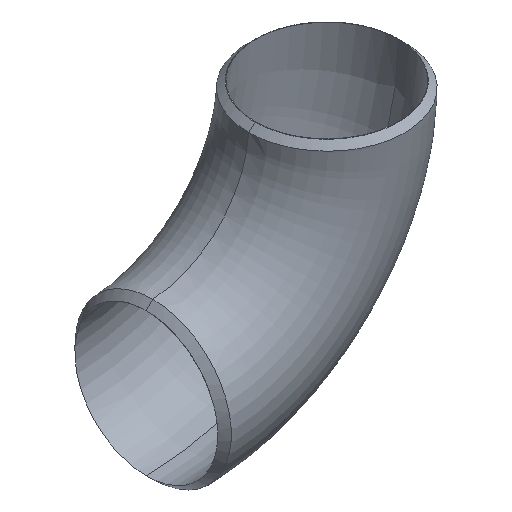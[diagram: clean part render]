
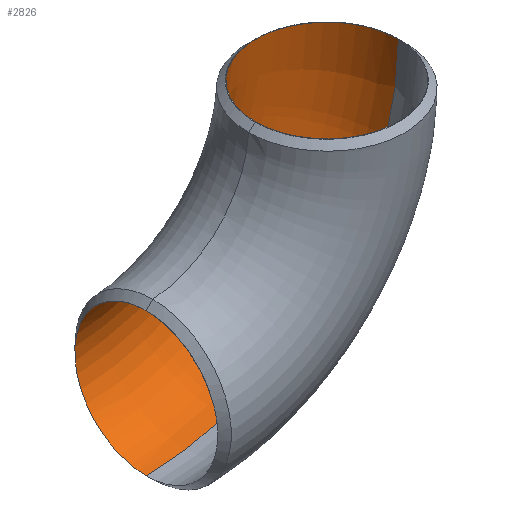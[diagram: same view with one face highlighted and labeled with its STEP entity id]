
A CAD part, isometric view. The second image highlights one B-rep face of the part: STEP entity #2826.
In plain terms, the highlighted toroidal (fillet/blend) face has major radius 76.2 mm and minor radius 30.15 mm.
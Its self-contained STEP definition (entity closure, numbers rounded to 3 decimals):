
#10 = EDGE_LOOP ( 'NONE', ( #925, #1874, #1210, #307, #301 ) ) ;
#65 = CARTESIAN_POINT ( 'NONE',  ( 0.034, 29.984, -79.359 ) ) ;
#118 = CARTESIAN_POINT ( 'NONE',  ( 0.073, 2.973, -106.237 ) ) ;
#169 = CARTESIAN_POINT ( 'NONE',  ( 0.071, 11.12, -104.358 ) ) ;
#184 = CARTESIAN_POINT ( 'NONE',  ( 0.059, 23.577, -94.999 ) ) ;
#269 = AXIS2_PLACEMENT_3D ( 'NONE', #3359, #2538, #2816 ) ;
#301 = ORIENTED_EDGE ( 'NONE', *, *, #2887, .F. ) ;
#307 = ORIENTED_EDGE ( 'NONE', *, *, #3124, .F. ) ;
#327 = CARTESIAN_POINT ( 'NONE',  ( 0.034, 29.993, -79.274 ) ) ;
#377 = CARTESIAN_POINT ( 'NONE',  ( 0.057, 25.018, -93.026 ) ) ;
#405 = CARTESIAN_POINT ( 'NONE',  ( 0., 0., 0. ) ) ;
#407 = VERTEX_POINT ( 'NONE', #781 ) ;
#409 = CARTESIAN_POINT ( 'NONE',  ( 0., 0., 0. ) ) ;
#426 = AXIS2_PLACEMENT_3D ( 'NONE', #1691, #1488, #3080 ) ;
#494 = EDGE_CURVE ( 'NONE', #742, #407, #1640, .T. ) ;
#582 = CARTESIAN_POINT ( 'NONE',  ( 0.012, 29.425, -69.181 ) ) ;
#601 = EDGE_CURVE ( 'NONE', #407, #727, #2322, .T. ) ;
#655 = CARTESIAN_POINT ( 'NONE',  ( 0.059, 23.888, -94.602 ) ) ;
#673 = CARTESIAN_POINT ( 'NONE',  ( 0.057, 24.969, -93.099 ) ) ;
#688 = FACE_OUTER_BOUND ( 'NONE', #10, .T. ) ;
#689 = CARTESIAN_POINT ( 'NONE',  ( 0.05, 27.701, -88.355 ) ) ;
#702 = TOROIDAL_SURFACE ( 'NONE', #426, 76.2, 30.15 ) ;
#703 = CARTESIAN_POINT ( 'NONE',  ( 0.034, 29.945, -79.716 ) ) ;
#727 = VERTEX_POINT ( 'NONE', #1840 ) ;
#742 = VERTEX_POINT ( 'NONE', #3160 ) ;
#752 = AXIS2_PLACEMENT_3D ( 'NONE', #1786, #1240, #1770 ) ;
#781 = CARTESIAN_POINT ( 'NONE',  ( 106.35, 0., 0. ) ) ;
#857 = CARTESIAN_POINT ( 'NONE',  ( 0., 27.884, -64.733 ) ) ;
#867 = CIRCLE ( 'NONE', #3041, 46.05 ) ;
#925 = ORIENTED_EDGE ( 'NONE', *, *, #2201, .T. ) ;
#948 = CARTESIAN_POINT ( 'NONE',  ( 0.062, 21.884, -96.968 ) ) ;
#967 = CARTESIAN_POINT ( 'NONE',  ( 0.067, 17.713, -100.722 ) ) ;
#982 = CARTESIAN_POINT ( 'NONE',  ( 0.057, 24.548, -93.708 ) ) ;
#1089 = CIRCLE ( 'NONE', #269, 30.15 ) ;
#1126 = CARTESIAN_POINT ( 'NONE',  ( 0.034, 29.971, -79.477 ) ) ;
#1176 = DIRECTION ( 'NONE',  ( 0., -1., 0. ) ) ;
#1178 = CARTESIAN_POINT ( 'NONE',  ( 0.053, 26.563, -90.725 ) ) ;
#1210 = ORIENTED_EDGE ( 'NONE', *, *, #601, .T. ) ;
#1240 = DIRECTION ( 'NONE',  ( 0., 0., 1. ) ) ;
#1434 = CARTESIAN_POINT ( 'NONE',  ( 0.073, 5.814, -105.819 ) ) ;
#1486 = DIRECTION ( 'NONE',  ( 0., 0., -1. ) ) ;
#1488 = DIRECTION ( 'NONE',  ( 0., -1., 0. ) ) ;
#1490 = CARTESIAN_POINT ( 'NONE',  ( 0.039, 29.592, -82.004 ) ) ;
#1515 = VERTEX_POINT ( 'NONE', #1894 ) ;
#1604 = B_SPLINE_CURVE_WITH_KNOTS ( 'NONE', 3,
 ( #857, #1911, #582, #2990, #1638, #2712, #327, #2449, #65, #1126, #703, #1969, #2246, #1695, #1490, #3045, #2768, #689, #1178, #377, #1762, #3063, #673, #3378, #2506, #982, #3361, #655, #184, #3082, #948, #3343, #967, #3307, #169, #3101, #1434, #118, #2022, #1747 ),
 .UNSPECIFIED., .F., .F.,
 ( 4, 2, 2, 2, 1, 1, 1, 1, 2, 2, 2, 2, 2, 1, 1, 1, 1, 2, 2, 2, 2, 2, 2, 4 ),
 ( 0., 0.062, 0.125, 0.125, 0.126, 0.127, 0.129, 0.133, 0.141, 0.156, 0.187, 0.25, 0.25, 0.251, 0.252, 0.254, 0.258, 0.266, 0.281, 0.312, 0.375, 0.437, 0.469, 0.5 ),
 .UNSPECIFIED. ) ;
#1638 = CARTESIAN_POINT ( 'NONE',  ( 0.029, 30.261, -76.626 ) ) ;
#1640 = CIRCLE ( 'NONE', #3380, 106.35 ) ;
#1691 = CARTESIAN_POINT ( 'NONE',  ( 0., 0., 0. ) ) ;
#1695 = CARTESIAN_POINT ( 'NONE',  ( 0.038, 29.696, -81.442 ) ) ;
#1747 = CARTESIAN_POINT ( 'NONE',  ( 0.073, 0., -106.35 ) ) ;
#1762 = CARTESIAN_POINT ( 'NONE',  ( 0.057, 25.011, -93.037 ) ) ;
#1770 = DIRECTION ( 'NONE',  ( 1., 0., 0. ) ) ;
#1786 = CARTESIAN_POINT ( 'NONE',  ( 76.2, 0., 0. ) ) ;
#1840 = CARTESIAN_POINT ( 'NONE',  ( 46.05, 0., 0. ) ) ;
#1874 = ORIENTED_EDGE ( 'NONE', *, *, #494, .T. ) ;
#1894 = CARTESIAN_POINT ( 'NONE',  ( 0., 27.884, -64.733 ) ) ;
#1911 = CARTESIAN_POINT ( 'NONE',  ( 0.006, 28.762, -66.869 ) ) ;
#1969 = CARTESIAN_POINT ( 'NONE',  ( 0.035, 29.886, -80.194 ) ) ;
#2022 = CARTESIAN_POINT ( 'NONE',  ( 0.073, 1.504, -106.35 ) ) ;
#2201 = EDGE_CURVE ( 'NONE', #1515, #742, #1604, .T. ) ;
#2246 = CARTESIAN_POINT ( 'NONE',  ( 0.036, 29.827, -80.608 ) ) ;
#2322 = CIRCLE ( 'NONE', #752, 30.15 ) ;
#2449 = CARTESIAN_POINT ( 'NONE',  ( 0.034, 29.989, -79.308 ) ) ;
#2506 = CARTESIAN_POINT ( 'NONE',  ( 0.057, 24.791, -93.36 ) ) ;
#2538 = DIRECTION ( 'NONE',  ( 1., 0., 0. ) ) ;
#2712 = CARTESIAN_POINT ( 'NONE',  ( 0.034, 29.994, -79.259 ) ) ;
#2768 = CARTESIAN_POINT ( 'NONE',  ( 0.044, 28.906, -84.86 ) ) ;
#2816 = DIRECTION ( 'NONE',  ( 0., 0., -1. ) ) ;
#2826 = ADVANCED_FACE ( 'NONE', ( #688 ), #702, .F. ) ;
#2887 = EDGE_CURVE ( 'NONE', #1515, #3303, #1089, .T. ) ;
#2990 = CARTESIAN_POINT ( 'NONE',  ( 0.023, 30.175, -74.059 ) ) ;
#3041 = AXIS2_PLACEMENT_3D ( 'NONE', #409, #1176, #3305 ) ;
#3045 = CARTESIAN_POINT ( 'NONE',  ( 0.042, 29.224, -83.705 ) ) ;
#3063 = CARTESIAN_POINT ( 'NONE',  ( 0.057, 24.994, -93.062 ) ) ;
#3080 = DIRECTION ( 'NONE',  ( 0., 0., -1. ) ) ;
#3082 = CARTESIAN_POINT ( 'NONE',  ( 0.061, 22.599, -96.184 ) ) ;
#3101 = CARTESIAN_POINT ( 'NONE',  ( 0.073, 7.185, -105.513 ) ) ;
#3124 = EDGE_CURVE ( 'NONE', #3303, #727, #867, .T. ) ;
#3160 = CARTESIAN_POINT ( 'NONE',  ( 0.073, 0., -106.35 ) ) ;
#3286 = CARTESIAN_POINT ( 'NONE',  ( 0., 0., -46.05 ) ) ;
#3303 = VERTEX_POINT ( 'NONE', #3286 ) ;
#3305 = DIRECTION ( 'NONE',  ( 0., 0., -1. ) ) ;
#3307 = CARTESIAN_POINT ( 'NONE',  ( 0.07, 13.502, -103.27 ) ) ;
#3343 = CARTESIAN_POINT ( 'NONE',  ( 0.065, 19.541, -99.264 ) ) ;
#3359 = CARTESIAN_POINT ( 'NONE',  ( 0., 0., -76.2 ) ) ;
#3361 = CARTESIAN_POINT ( 'NONE',  ( 0.058, 24.332, -94.006 ) ) ;
#3378 = CARTESIAN_POINT ( 'NONE',  ( 0.057, 24.91, -93.186 ) ) ;
#3380 = AXIS2_PLACEMENT_3D ( 'NONE', #405, #3404, #1486 ) ;
#3404 = DIRECTION ( 'NONE',  ( 0., -1., 0. ) ) ;
